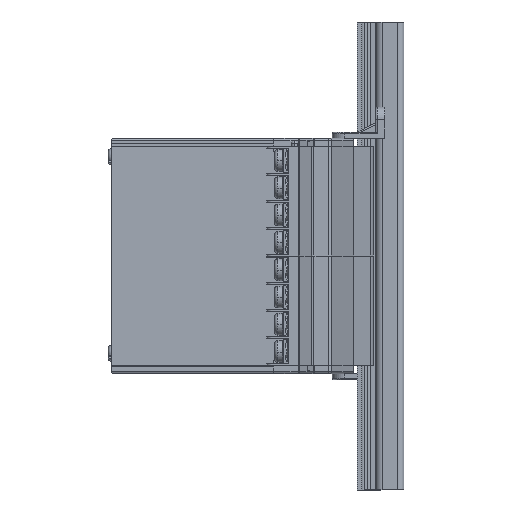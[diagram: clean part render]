
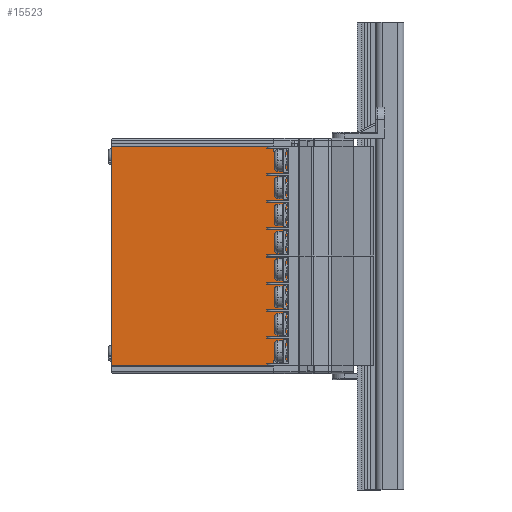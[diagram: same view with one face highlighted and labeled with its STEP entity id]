
A CAD part, left-side view. The second image highlights one B-rep face of the part: STEP entity #15523.
In plain terms, the highlighted planar face has unit normal (-1, 0, 0.002).
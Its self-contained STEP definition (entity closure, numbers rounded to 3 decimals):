
#445 = VECTOR ( 'NONE', #27747, 1000. ) ;
#2014 = ORIENTED_EDGE ( 'NONE', *, *, #28616, .F. ) ;
#2036 = CARTESIAN_POINT ( 'NONE',  ( -35., 31., 0. ) ) ;
#2959 = CARTESIAN_POINT ( 'NONE',  ( -35., 31., -71.5 ) ) ;
#3532 = CARTESIAN_POINT ( 'NONE',  ( -35., -31., -71.5 ) ) ;
#4091 = DIRECTION ( 'NONE',  ( 0., 0., 1. ) ) ;
#5016 = EDGE_CURVE ( 'NONE', #39821, #7936, #23816, .T. ) ;
#5093 = AXIS2_PLACEMENT_3D ( 'NONE', #43517, #36744, #4091 ) ;
#5264 = CARTESIAN_POINT ( 'NONE',  ( -35., 31., 0. ) ) ;
#5516 = VERTEX_POINT ( 'NONE', #3532 ) ;
#7936 = VERTEX_POINT ( 'NONE', #5264 ) ;
#10539 = LINE ( 'NONE', #19068, #21210 ) ;
#11215 = EDGE_CURVE ( 'NONE', #5516, #33583, #22404, .T. ) ;
#11594 = PLANE ( 'NONE',  #5093 ) ;
#12853 = VECTOR ( 'NONE', #29352, 1000. ) ;
#14322 = ORIENTED_EDGE ( 'NONE', *, *, #18136, .T. ) ;
#15325 = CARTESIAN_POINT ( 'NONE',  ( -35., 31., -71.5 ) ) ;
#15523 = ADVANCED_FACE ( 'NONE', ( #27683 ), #11594, .T. ) ;
#16672 = ORIENTED_EDGE ( 'NONE', *, *, #5016, .F. ) ;
#17673 = EDGE_LOOP ( 'NONE', ( #2014, #16672, #14322, #29073 ) ) ;
#18136 = EDGE_CURVE ( 'NONE', #39821, #5516, #10539, .T. ) ;
#19068 = CARTESIAN_POINT ( 'NONE',  ( -35., 31., -71.5 ) ) ;
#21210 = VECTOR ( 'NONE', #44413, 1000. ) ;
#22404 = LINE ( 'NONE', #32804, #12853 ) ;
#23816 = LINE ( 'NONE', #2959, #36189 ) ;
#26260 = LINE ( 'NONE', #2036, #445 ) ;
#27683 = FACE_OUTER_BOUND ( 'NONE', #17673, .T. ) ;
#27747 = DIRECTION ( 'NONE',  ( 0., -1., 0. ) ) ;
#28062 = DIRECTION ( 'NONE',  ( 0., 0., 1. ) ) ;
#28616 = EDGE_CURVE ( 'NONE', #7936, #33583, #26260, .T. ) ;
#29073 = ORIENTED_EDGE ( 'NONE', *, *, #11215, .T. ) ;
#29352 = DIRECTION ( 'NONE',  ( 0., 0., 1. ) ) ;
#32804 = CARTESIAN_POINT ( 'NONE',  ( -35., -31., -71.5 ) ) ;
#33583 = VERTEX_POINT ( 'NONE', #43918 ) ;
#36189 = VECTOR ( 'NONE', #28062, 1000. ) ;
#36744 = DIRECTION ( 'NONE',  ( -1., 0., 0. ) ) ;
#39821 = VERTEX_POINT ( 'NONE', #15325 ) ;
#43517 = CARTESIAN_POINT ( 'NONE',  ( -35., 31., -71.5 ) ) ;
#43918 = CARTESIAN_POINT ( 'NONE',  ( -35., -31., 0. ) ) ;
#44413 = DIRECTION ( 'NONE',  ( 0., -1., 0. ) ) ;
